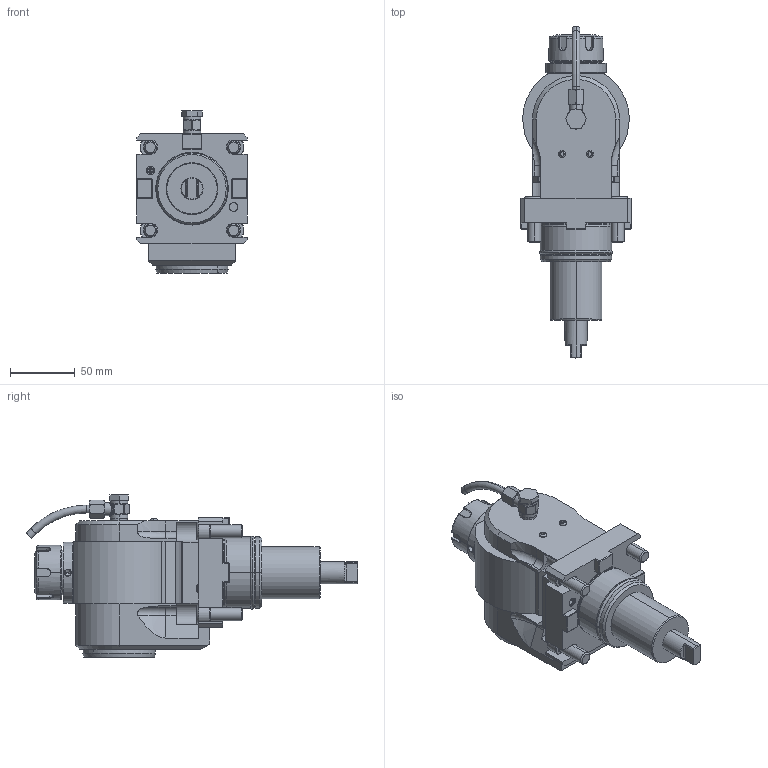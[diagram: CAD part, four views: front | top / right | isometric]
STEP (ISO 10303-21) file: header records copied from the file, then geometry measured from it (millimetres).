
FILE_DESCRIPTION((''),'2;1');
FILE_NAME('NGT2_55_501_25_2_DO','2023-05-15T',('vali'),('NOVA GRUP'),'PRO/ENGINEER BY PARAMETRIC TECHNOLOGY CORPORATION, 2010280','PRO/ENGINEER BY PARAMETRIC TECHNOLOGY CORPORATION, 2010280','');
FILE_SCHEMA(('CONFIG_CONTROL_DESIGN'));
Length unit declared in the file: millimetre
Products named in the file (1): NGT2_55_501_25_2_DO
Bounding box: 85 x 255.67 x 124.9 mm (x, y, z)
Volume: 918953.8 mm3; surface area: 93821.7 mm2
Topology: 2 solids, 4 shells, 687 faces, 1707 edges, 1046 vertices
Faces by surface type: plane 307, cylinder 170, bspline 80, cone 72, torus 58
Entity records: 28670 total; most frequent: CARTESIAN_POINT 13036, ORIENTED_EDGE 3386, DIRECTION 2998, EDGE_CURVE 1693, VERTEX_POINT 1046, AXIS2_PLACEMENT_3D 1042, VECTOR 914, LINE 914
